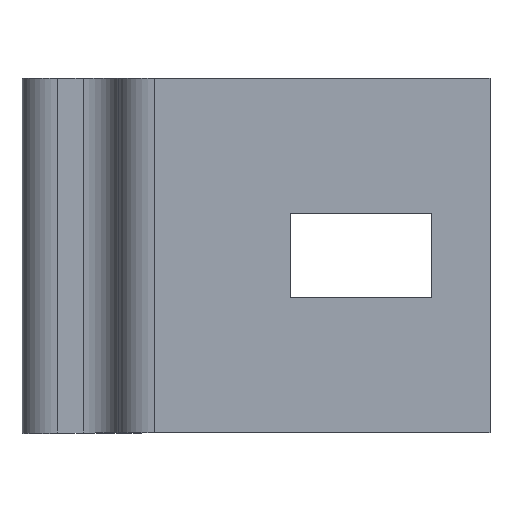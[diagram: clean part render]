
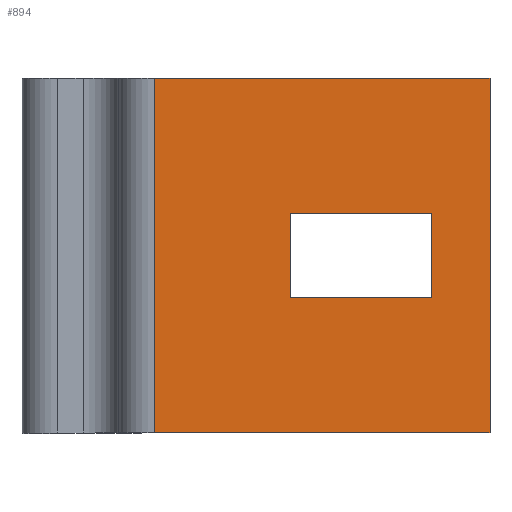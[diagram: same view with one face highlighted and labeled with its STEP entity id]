
A CAD part, top view. The second image highlights one B-rep face of the part: STEP entity #894.
In plain terms, the highlighted planar face has unit normal (0, 0, 1).
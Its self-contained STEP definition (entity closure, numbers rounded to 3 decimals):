
#89=DIRECTION('',(1.,0.,0.));
#90=VECTOR('',#89,52.095);
#91=CARTESIAN_POINT('',(20.5,-27.5,0.));
#92=LINE('',#91,#90);
#313=DIRECTION('',(0.,1.,0.));
#314=VECTOR('',#313,55.);
#315=CARTESIAN_POINT('',(72.595,-27.5,0.));
#316=LINE('',#315,#314);
#320=DIRECTION('',(0.,1.,0.));
#321=VECTOR('',#320,55.);
#322=CARTESIAN_POINT('',(20.5,-27.5,0.));
#323=LINE('',#322,#321);
#327=DIRECTION('',(1.,0.,0.));
#328=VECTOR('',#327,22.);
#329=CARTESIAN_POINT('',(41.595,-6.5,0.));
#330=LINE('',#329,#328);
#334=DIRECTION('',(0.,1.,0.));
#335=VECTOR('',#334,13.);
#336=CARTESIAN_POINT('',(63.595,-6.5,0.));
#337=LINE('',#336,#335);
#341=DIRECTION('',(-1.,0.,0.));
#342=VECTOR('',#341,22.);
#343=CARTESIAN_POINT('',(63.595,6.5,0.));
#344=LINE('',#343,#342);
#348=DIRECTION('',(0.,-1.,0.));
#349=VECTOR('',#348,13.);
#350=CARTESIAN_POINT('',(41.595,6.5,0.));
#351=LINE('',#350,#349);
#463=DIRECTION('',(1.,0.,0.));
#464=VECTOR('',#463,52.095);
#465=CARTESIAN_POINT('',(20.5,27.5,0.));
#466=LINE('',#465,#464);
#576=CARTESIAN_POINT('',(20.5,-27.5,0.));
#577=VERTEX_POINT('',#576);
#578=CARTESIAN_POINT('',(72.595,-27.5,0.));
#579=VERTEX_POINT('',#578);
#608=CARTESIAN_POINT('',(20.5,27.5,0.));
#609=VERTEX_POINT('',#608);
#610=CARTESIAN_POINT('',(72.595,27.5,0.));
#611=VERTEX_POINT('',#610);
#628=CARTESIAN_POINT('',(41.595,-6.5,0.));
#629=CARTESIAN_POINT('',(63.595,-6.5,0.));
#630=VERTEX_POINT('',#628);
#631=VERTEX_POINT('',#629);
#632=CARTESIAN_POINT('',(63.595,6.5,0.));
#633=VERTEX_POINT('',#632);
#634=CARTESIAN_POINT('',(41.595,6.5,0.));
#635=VERTEX_POINT('',#634);
#871=CARTESIAN_POINT('',(20.5,-27.5,0.));
#872=DIRECTION('',(0.,0.,1.));
#873=DIRECTION('',(1.,0.,0.));
#874=AXIS2_PLACEMENT_3D('',#871,#872,#873);
#875=PLANE('',#874);
#876=ORIENTED_EDGE('',*,*,#677,.F.);
#878=ORIENTED_EDGE('',*,*,#877,.T.);
#880=ORIENTED_EDGE('',*,*,#879,.T.);
#881=ORIENTED_EDGE('',*,*,#863,.F.);
#882=EDGE_LOOP('',(#876,#878,#880,#881));
#883=FACE_OUTER_BOUND('',#882,.F.);
#885=ORIENTED_EDGE('',*,*,#884,.T.);
#887=ORIENTED_EDGE('',*,*,#886,.T.);
#889=ORIENTED_EDGE('',*,*,#888,.T.);
#891=ORIENTED_EDGE('',*,*,#890,.T.);
#892=EDGE_LOOP('',(#885,#887,#889,#891));
#893=FACE_BOUND('',#892,.F.);
#894=ADVANCED_FACE('',(#883,#893),#875,.T.);
#677=EDGE_CURVE('',#577,#579,#92,.T.);
#863=EDGE_CURVE('',#579,#611,#316,.T.);
#877=EDGE_CURVE('',#577,#609,#323,.T.);
#879=EDGE_CURVE('',#609,#611,#466,.T.);
#884=EDGE_CURVE('',#630,#631,#330,.T.);
#886=EDGE_CURVE('',#631,#633,#337,.T.);
#888=EDGE_CURVE('',#633,#635,#344,.T.);
#890=EDGE_CURVE('',#635,#630,#351,.T.);
